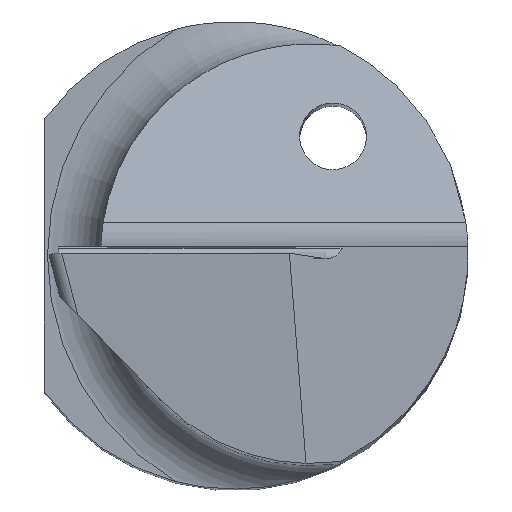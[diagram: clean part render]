
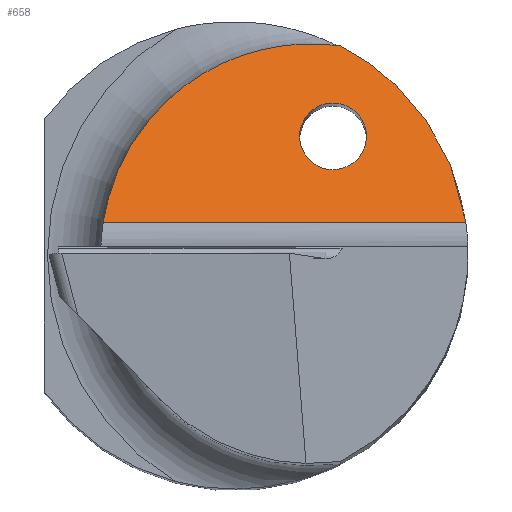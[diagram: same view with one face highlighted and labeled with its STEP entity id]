
A CAD part, top view. The second image highlights one B-rep face of the part: STEP entity #658.
In plain terms, the highlighted planar face has unit normal (0, 0.766, 0.643).
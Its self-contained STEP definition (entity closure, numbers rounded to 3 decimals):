
#4 = CARTESIAN_POINT ( 'NONE',  ( -0.223, 3.373, 25.741 ) ) ;
#16 = CARTESIAN_POINT ( 'NONE',  ( 2.631, 2.589, 26.676 ) ) ;
#47 = VECTOR ( 'NONE', #311, 1000. ) ;
#61 = CARTESIAN_POINT ( 'NONE',  ( 1.587, 3.12, 26.043 ) ) ;
#77 = CARTESIAN_POINT ( 'NONE',  ( 3.468, 0.474, 29.196 ) ) ;
#88 = VERTEX_POINT ( 'NONE', #61 ) ;
#99 = ORIENTED_EDGE ( 'NONE', *, *, #300, .T. ) ;
#109 = VERTEX_POINT ( 'NONE', #571 ) ;
#124 = CARTESIAN_POINT ( 'NONE',  ( 3.5, 0.474, 29.196 ) ) ;
#136 = CARTESIAN_POINT ( 'NONE',  ( -1.689, 2.281, 27.042 ) ) ;
#138 = VERTEX_POINT ( 'NONE', #820 ) ;
#143 = CARTESIAN_POINT ( 'NONE',  ( 3.5, 0.474, 29.196 ) ) ;
#196 =( BOUNDED_CURVE ( )  B_SPLINE_CURVE ( 3, ( #600, #284, #677, #276, #545, #536, #479 ),
 .UNSPECIFIED., .T., .F. ) 
 B_SPLINE_CURVE_WITH_KNOTS ( ( 4, 3, 4 ),
 ( 0., 3.142, 6.283 ),
 .UNSPECIFIED. ) 
 CURVE ( )  GEOMETRIC_REPRESENTATION_ITEM ( )  RATIONAL_B_SPLINE_CURVE ( ( 1., 0.333, 0.333, 1., 0.333, 0.333, 1. ) ) 
 REPRESENTATION_ITEM ( '' )  );
#201 = FACE_BOUND ( 'NONE', #391, .T. ) ;
#213 = EDGE_LOOP ( 'NONE', ( #480, #99, #502 ) ) ;
#215 = VERTEX_POINT ( 'NONE', #478 ) ;
#264 = CARTESIAN_POINT ( 'NONE',  ( 1.587, 3.12, 26.043 ) ) ;
#276 = CARTESIAN_POINT ( 'NONE',  ( 1.478, 1.262, 28.257 ) ) ;
#284 = CARTESIAN_POINT ( 'NONE',  ( 2.478, 2.262, 27.065 ) ) ;
#300 = EDGE_CURVE ( 'NONE', #138, #88, #555, .T. ) ;
#311 = DIRECTION ( 'NONE',  ( -1., 0., 0. ) ) ;
#332 = DIRECTION ( 'NONE',  ( 0., 0.643, -0.766 ) ) ;
#354 = AXIS2_PLACEMENT_3D ( 'NONE', #143, #651, #332 ) ;
#383 = ORIENTED_EDGE ( 'NONE', *, *, #394, .T. ) ;
#391 = EDGE_LOOP ( 'NONE', ( #383 ) ) ;
#394 = EDGE_CURVE ( 'NONE', #215, #215, #196, .T. ) ;
#442 = LINE ( 'NONE', #124, #47 ) ;
#445 = FACE_OUTER_BOUND ( 'NONE', #213, .T. ) ;
#476 = EDGE_CURVE ( 'NONE', #138, #109, #442, .T. ) ;
#478 = CARTESIAN_POINT ( 'NONE',  ( 1.478, 2.262, 27.065 ) ) ;
#479 = CARTESIAN_POINT ( 'NONE',  ( 1.478, 2.262, 27.065 ) ) ;
#480 = ORIENTED_EDGE ( 'NONE', *, *, #476, .F. ) ;
#502 = ORIENTED_EDGE ( 'NONE', *, *, #646, .T. ) ;
#519 = CARTESIAN_POINT ( 'NONE',  ( 1.587, 3.12, 26.043 ) ) ;
#536 = CARTESIAN_POINT ( 'NONE',  ( 0.478, 2.262, 27.065 ) ) ;
#545 = CARTESIAN_POINT ( 'NONE',  ( 0.478, 1.262, 28.257 ) ) ;
#555 =( BOUNDED_CURVE ( )  B_SPLINE_CURVE ( 3, ( #77, #586, #16, #264 ),
 .UNSPECIFIED., .F., .F. ) 
 B_SPLINE_CURVE_WITH_KNOTS ( ( 4, 4 ),
 ( 4.848, 5.813 ),
 .UNSPECIFIED. ) 
 CURVE ( )  GEOMETRIC_REPRESENTATION_ITEM ( )  RATIONAL_B_SPLINE_CURVE ( ( 1., 0.924, 0.924, 1. ) ) 
 REPRESENTATION_ITEM ( '' )  );
#571 = CARTESIAN_POINT ( 'NONE',  ( -1.964, 0.474, 29.196 ) ) ;
#586 = CARTESIAN_POINT ( 'NONE',  ( 3.309, 1.634, 27.813 ) ) ;
#600 = CARTESIAN_POINT ( 'NONE',  ( 1.478, 2.262, 27.065 ) ) ;
#646 = EDGE_CURVE ( 'NONE', #88, #109, #653, .T. ) ;
#651 = DIRECTION ( 'NONE',  ( 0., -0.766, -0.643 ) ) ;
#653 =( BOUNDED_CURVE ( )  B_SPLINE_CURVE ( 3, ( #519, #4, #136, #777 ),
 .UNSPECIFIED., .F., .F. ) 
 B_SPLINE_CURVE_WITH_KNOTS ( ( 4, 4 ),
 ( 6.144, 7.703 ),
 .UNSPECIFIED. ) 
 CURVE ( )  GEOMETRIC_REPRESENTATION_ITEM ( )  RATIONAL_B_SPLINE_CURVE ( ( 1., 0.808, 0.808, 1. ) ) 
 REPRESENTATION_ITEM ( '' )  );
#658 = ADVANCED_FACE ( 'NONE', ( #201, #445 ), #714, .F. ) ;
#677 = CARTESIAN_POINT ( 'NONE',  ( 2.478, 1.262, 28.257 ) ) ;
#714 = PLANE ( 'NONE',  #354 ) ;
#777 = CARTESIAN_POINT ( 'NONE',  ( -1.964, 0.474, 29.196 ) ) ;
#820 = CARTESIAN_POINT ( 'NONE',  ( 3.468, 0.474, 29.196 ) ) ;
